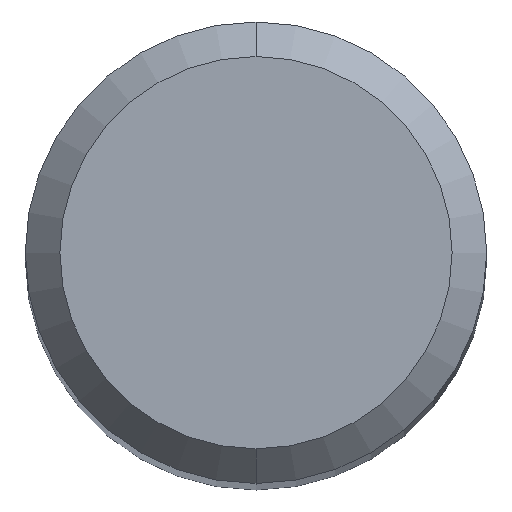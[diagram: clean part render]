
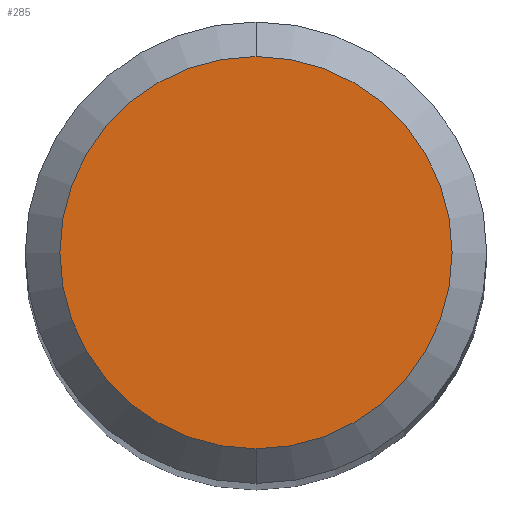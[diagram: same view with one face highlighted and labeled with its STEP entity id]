
A CAD part, top view. The second image highlights one B-rep face of the part: STEP entity #285.
In plain terms, the highlighted planar face has unit normal (0, 0, 1).
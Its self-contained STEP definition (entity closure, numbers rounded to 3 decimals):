
#285=ADVANCED_FACE('',(#599),#600,.T.);
#323=VERTEX_POINT('',#643);
#329=EDGE_CURVE('',#417,#323,#649,.T.);
#399=EDGE_CURVE('',#323,#417,#729,.T.);
#417=VERTEX_POINT('',#749);
#599=FACE_OUTER_BOUND('',#1053,.T.);
#600=PLANE('',#1054);
#643=CARTESIAN_POINT('',(0.,-1.7,0.0));
#649=CIRCLE('',#1115,1.7);
#729=CIRCLE('',#1307,1.7);
#749=CARTESIAN_POINT('',(0.0,1.7,0.0));
#1053=EDGE_LOOP('',(#1564,#1565));
#1054=AXIS2_PLACEMENT_3D('',#1566,#1567,#1568);
#1115=AXIS2_PLACEMENT_3D('',#1617,#1618,#1619);
#1307=AXIS2_PLACEMENT_3D('',#1718,#1719,#1720);
#1564=ORIENTED_EDGE('',*,*,#329,.F.);
#1565=ORIENTED_EDGE('',*,*,#399,.F.);
#1566=CARTESIAN_POINT('',(0.0,0.85,0.0));
#1567=DIRECTION('',(-0.0,0.0,1.0));
#1568=DIRECTION('',(0.0,-1.0,0.0));
#1617=CARTESIAN_POINT('',(0.0,0.0,0.0));
#1618=DIRECTION('',(0.0,0.0,-1.0));
#1619=DIRECTION('',(0.0,1.0,0.0));
#1718=CARTESIAN_POINT('',(0.0,0.0,0.0));
#1719=DIRECTION('',(0.0,0.0,-1.0));
#1720=DIRECTION('',(0.0,1.0,0.0));
